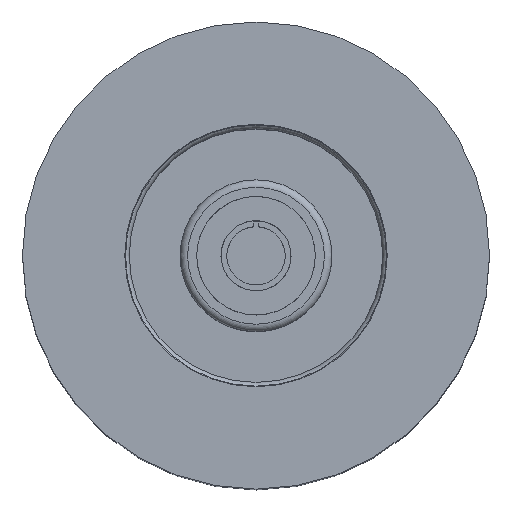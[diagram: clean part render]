
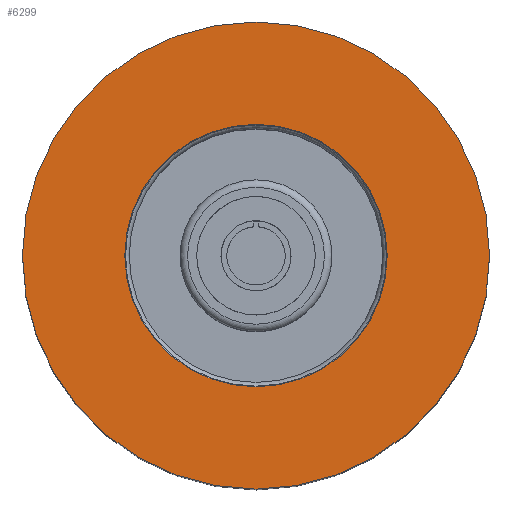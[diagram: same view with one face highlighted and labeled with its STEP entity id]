
A CAD part, top view. The second image highlights one B-rep face of the part: STEP entity #6299.
In plain terms, the highlighted planar face has unit normal (0, 0, 1).
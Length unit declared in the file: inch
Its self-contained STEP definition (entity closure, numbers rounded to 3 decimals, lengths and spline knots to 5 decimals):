
#449=FACE_BOUND($,#1831,.T.);
#703=CIRCLE($,#6843,0.5);
#711=CIRCLE($,#6860,0.281);
#1078=PLANE($,#6861);
#1327=FACE_OUTER_BOUND($,#1830,.T.);
#1830=EDGE_LOOP($,(#4714));
#1831=EDGE_LOOP($,(#4715));
#3058=VERTEX_POINT($,#12208);
#3066=VERTEX_POINT($,#12233);
#3741=EDGE_CURVE($,#3058,#3058,#703,.T.);
#3749=EDGE_CURVE($,#3066,#3066,#711,.T.);
#4714=ORIENTED_EDGE($,*,*,#3741,.F.);
#4715=ORIENTED_EDGE($,*,*,#3749,.T.);
#6299=ADVANCED_FACE($,(#1327,#449),#1078,.T.);
#6843=AXIS2_PLACEMENT_3D($,#12209,#7921,#7922);
#6860=AXIS2_PLACEMENT_3D($,#12234,#7955,#7956);
#6861=AXIS2_PLACEMENT_3D($,#12235,#7957,#7958);
#7921=DIRECTION('center_axis',(0.,0.,-1.));
#7922=DIRECTION('ref_axis',(-1.,0.,0.));
#7955=DIRECTION('center_axis',(0.,0.,-1.));
#7956=DIRECTION('ref_axis',(-1.,0.,0.));
#7957=DIRECTION('center_axis',(0.,0.,1.));
#7958=DIRECTION('ref_axis',(1.,0.,0.));
#12208=CARTESIAN_POINT('',(-0.5,0.,0.969));
#12209=CARTESIAN_POINT('Origin',(0.,0.,0.969));
#12233=CARTESIAN_POINT('',(-0.281,0.,0.969));
#12234=CARTESIAN_POINT('Origin',(0.,0.,0.969));
#12235=CARTESIAN_POINT('Origin',(0.,0.5,0.969));
